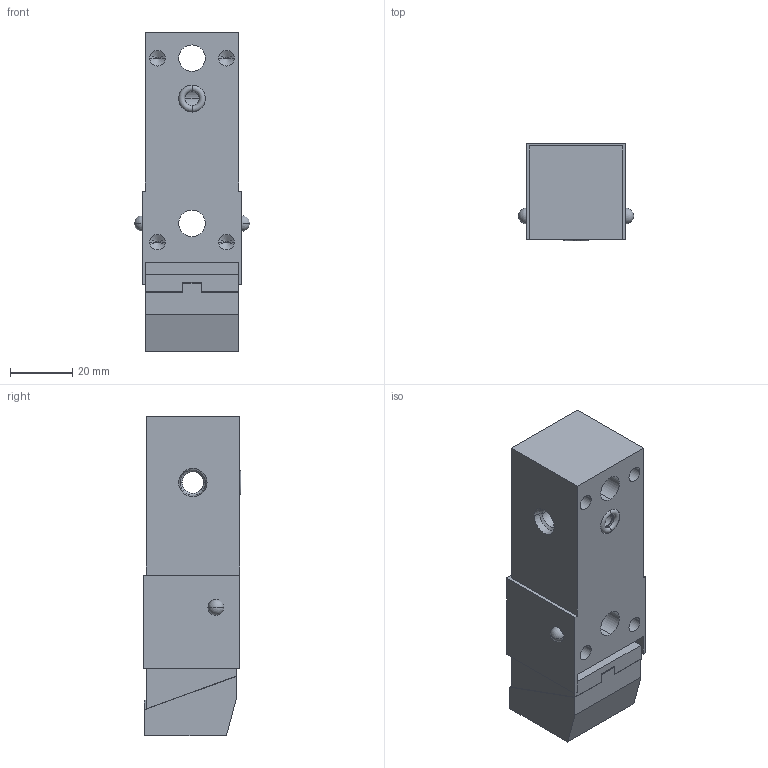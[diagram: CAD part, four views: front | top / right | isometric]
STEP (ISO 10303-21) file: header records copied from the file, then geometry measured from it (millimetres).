
FILE_DESCRIPTION((''),'2;1');
FILE_NAME('ILC15310500','2005-04-21T',('KR'),(''),'PRO/ENGINEER BY PARAMETRIC TECHNOLOGY CORPORATION, 2004290','PRO/ENGINEER BY PARAMETRIC TECHNOLOGY CORPORATION, 2004290','');
FILE_SCHEMA(('AUTOMOTIVE_DESIGN_CC2 { 1 2 10303 214 -1 1 5 2 }'));
Length unit declared in the file: inch
Products named in the file (1): ILC15310500
Bounding box: 37.03 x 31.38 x 102.62 mm (x, y, z)
Volume: 82536.2 mm3; surface area: 21612.6 mm2
Topology: 2 solids, 2 shells, 113 faces, 305 edges, 185 vertices
Faces by surface type: plane 61, cylinder 28, cone 16, sphere 4, torus 4
Entity records: 4629 total; most frequent: CARTESIAN_POINT 766, ORIENTED_EDGE 586, DIRECTION 580, PRESENTATION_STYLE_ASSIGNMENT 299, STYLED_ITEM 295, CURVE_STYLE 293, EDGE_CURVE 293, AXIS2_PLACEMENT_3D 199
